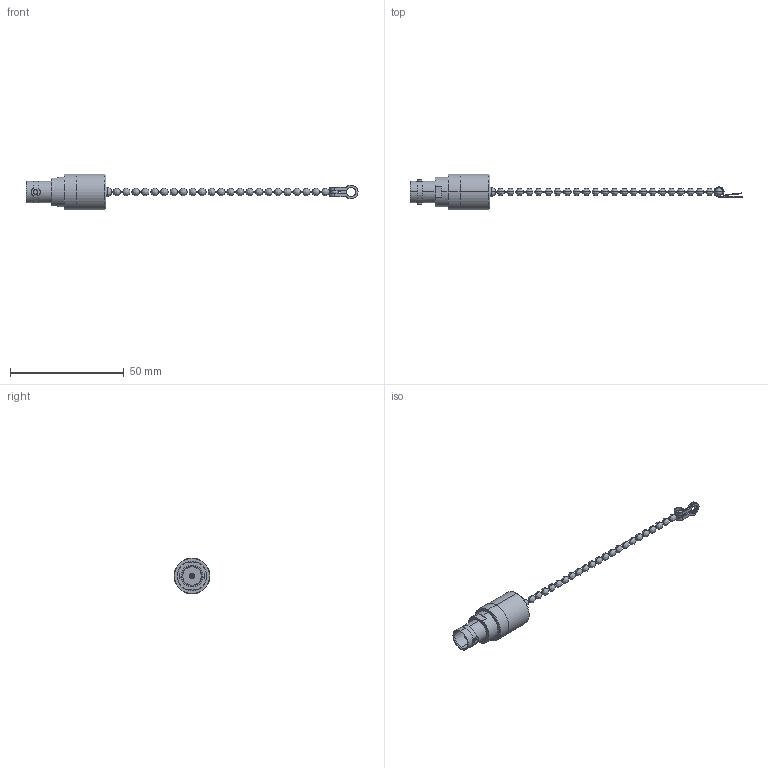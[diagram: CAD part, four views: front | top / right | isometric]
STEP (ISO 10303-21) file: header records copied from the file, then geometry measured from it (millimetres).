
FILE_DESCRIPTION (( 'STEP AP214' ), '1' );
FILE_NAME ('FMTR1191C_3D.step', '2025-07-21T19:27:21', ( '' ), ( '' ), 'SwSTEP 2.0', 'SolidWorks 2022', '' );
FILE_SCHEMA (( 'AUTOMOTIVE_DESIGN' ));
Length unit declared in the file: inch
Products named in the file (4): BNC8987-0012; FMTR1191C_3D; F3800-4_2; N88NY-3-1_2
Assembly tree (3 placements, depth 2):
  FMTR1191C_3D
    BNC8987-0012
    F3800-4_2
    N88NY-3-1_2
Bounding box: 145.9 x 15.8 x 15.8 mm (x, y, z)
Volume: 5170.6 mm3; surface area: 3257.1 mm2
Topology: 3 solids, 3 shells, 221 faces, 505 edges, 296 vertices
Faces by surface type: cylinder 103, bspline 55, plane 37, cone 22, torus 4
Entity records: 7137 total; most frequent: CARTESIAN_POINT 2125, DIRECTION 1084, ORIENTED_EDGE 1002, EDGE_CURVE 501, AXIS2_PLACEMENT_3D 463, VERTEX_POINT 296, CIRCLE 291, EDGE_LOOP 235
